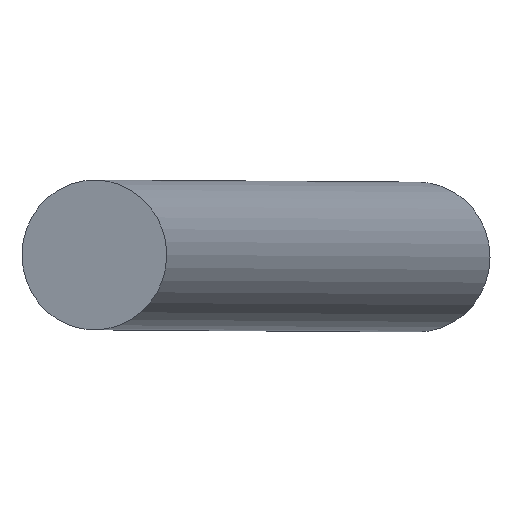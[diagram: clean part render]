
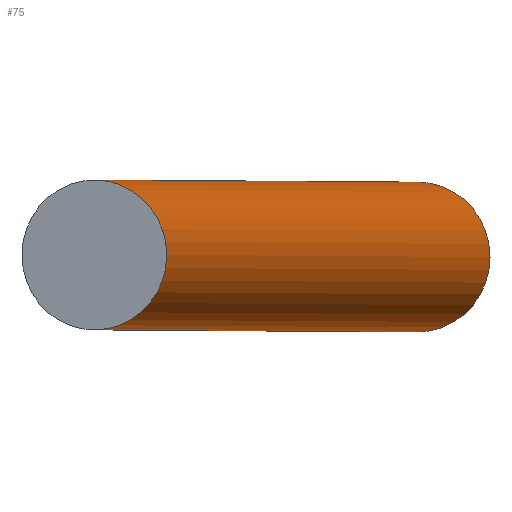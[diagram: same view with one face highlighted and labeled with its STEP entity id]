
A CAD part, top view. The second image highlights one B-rep face of the part: STEP entity #75.
In plain terms, the highlighted cylindrical face has radius 3 mm (diameter 6 mm), a full revolution.
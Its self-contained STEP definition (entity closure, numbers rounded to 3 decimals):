
#75=ADVANCED_FACE('',(#79,#80),#81,.T.);
#79=FACE_OUTER_BOUND('',#86,.T.);
#80=FACE_OUTER_BOUND('',#87,.T.);
#81=CYLINDRICAL_SURFACE('',#88,3.0);
#86=EDGE_LOOP('',(#93));
#87=EDGE_LOOP('',(#94));
#88=AXIS2_PLACEMENT_3D('',#95,#96,#97);
#93=ORIENTED_EDGE('',*,*,#106,.T.);
#94=ORIENTED_EDGE('',*,*,#107,.F.);
#95=CARTESIAN_POINT('',(12.938,0.002,-48.297));
#96=DIRECTION('',(-0.259,0.0,0.966));
#97=DIRECTION('',(0.966,0.0,0.259));
#106=EDGE_CURVE('',#108,#108,#109,.T.);
#107=EDGE_CURVE('',#110,#110,#111,.T.);
#108=VERTEX_POINT('',#112);
#109=CIRCLE('',#113,3.0);
#110=VERTEX_POINT('',#114);
#111=CIRCLE('',#115,3.0);
#112=CARTESIAN_POINT('',(15.836,0.002,-47.521));
#113=AXIS2_PLACEMENT_3D('',#116,#117,#118);
#114=CARTESIAN_POINT('',(2.895,0.002,0.776));
#115=AXIS2_PLACEMENT_3D('',#119,#120,#121);
#116=CARTESIAN_POINT('',(12.938,0.002,-48.297));
#117=DIRECTION('',(-0.259,0.0,0.966));
#118=DIRECTION('',(0.966,0.0,0.259));
#119=CARTESIAN_POINT('',(-0.003,0.002,-0.001));
#120=DIRECTION('',(-0.259,0.0,0.966));
#121=DIRECTION('',(0.966,0.0,0.259));
